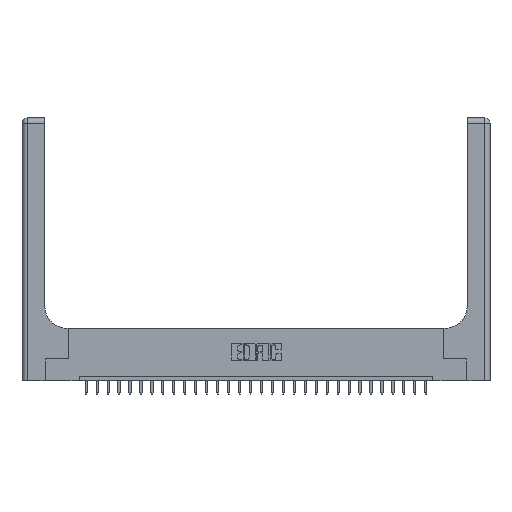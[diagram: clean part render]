
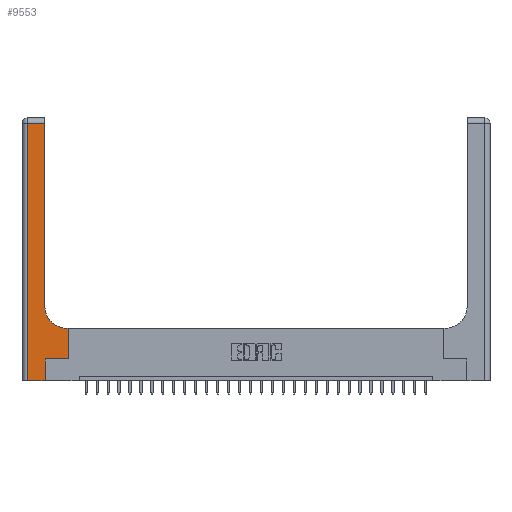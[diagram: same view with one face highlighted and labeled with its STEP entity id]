
A CAD part, top view. The second image highlights one B-rep face of the part: STEP entity #9553.
In plain terms, the highlighted planar face has unit normal (0, 0, 1).
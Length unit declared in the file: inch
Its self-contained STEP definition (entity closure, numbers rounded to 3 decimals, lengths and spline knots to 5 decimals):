
#210 = LINE ( 'NONE', #6010, #9143 ) ;
#225 = ORIENTED_EDGE ( 'NONE', *, *, #6953, .T. ) ;
#295 = CARTESIAN_POINT ( 'NONE',  ( 0.265, 0., 0.37 ) ) ;
#478 = CIRCLE ( 'NONE', #7630, 0.25 ) ;
#1223 = ORIENTED_EDGE ( 'NONE', *, *, #17220, .T. ) ;
#1488 = LINE ( 'NONE', #7195, #23890 ) ;
#1783 = VECTOR ( 'NONE', #23420, 39.37008 ) ;
#1869 = DIRECTION ( 'NONE',  ( 1., 0., 0. ) ) ;
#1875 = DIRECTION ( 'NONE',  ( 1., 0., 0. ) ) ;
#1919 = VECTOR ( 'NONE', #14822, 39.37008 ) ;
#2396 = PLANE ( 'NONE',  #22109 ) ;
#2435 = LINE ( 'NONE', #26170, #22273 ) ;
#2636 = CARTESIAN_POINT ( 'NONE',  ( 0., 2.94, 0.37 ) ) ;
#2995 = CARTESIAN_POINT ( 'NONE',  ( 0.26, 3., 0.37 ) ) ;
#3346 = CARTESIAN_POINT ( 'NONE',  ( 0.51, 0.6, 0.37 ) ) ;
#3929 = DIRECTION ( 'NONE',  ( 0., 0., -1. ) ) ;
#4527 = DIRECTION ( 'NONE',  ( 0., 1., 0. ) ) ;
#4646 = VERTEX_POINT ( 'NONE', #3346 ) ;
#5212 = VERTEX_POINT ( 'NONE', #10257 ) ;
#5773 = EDGE_CURVE ( 'NONE', #4646, #11126, #478, .T. ) ;
#6003 = ORIENTED_EDGE ( 'NONE', *, *, #12830, .T. ) ;
#6010 = CARTESIAN_POINT ( 'NONE',  ( 0.26, 0.6, 0.37 ) ) ;
#6348 = CARTESIAN_POINT ( 'NONE',  ( 0.26, 0.85, 0.37 ) ) ;
#6953 = EDGE_CURVE ( 'NONE', #23453, #11534, #17385, .T. ) ;
#6985 = ORIENTED_EDGE ( 'NONE', *, *, #20406, .T. ) ;
#7195 = CARTESIAN_POINT ( 'NONE',  ( 0.528, 0.25, 0.37 ) ) ;
#7275 = VECTOR ( 'NONE', #19186, 39.37008 ) ;
#7630 = AXIS2_PLACEMENT_3D ( 'NONE', #20353, #3929, #1869 ) ;
#7893 = DIRECTION ( 'NONE',  ( 0., 1., 0. ) ) ;
#8191 = CARTESIAN_POINT ( 'NONE',  ( 0.06, 0., 0.37 ) ) ;
#8782 = CARTESIAN_POINT ( 'NONE',  ( 0., 0., 0.37 ) ) ;
#9143 = VECTOR ( 'NONE', #18184, 39.37008 ) ;
#9250 = VERTEX_POINT ( 'NONE', #13133 ) ;
#9553 = ADVANCED_FACE ( 'NONE', ( #13622 ), #2396, .F. ) ;
#9938 = CARTESIAN_POINT ( 'NONE',  ( 0.528, 0.25, 0.37 ) ) ;
#10257 = CARTESIAN_POINT ( 'NONE',  ( 0.06, 2.94, 0.37 ) ) ;
#10745 = EDGE_CURVE ( 'NONE', #20987, #4646, #210, .T. ) ;
#11126 = VERTEX_POINT ( 'NONE', #6348 ) ;
#11534 = VERTEX_POINT ( 'NONE', #295 ) ;
#11620 = ORIENTED_EDGE ( 'NONE', *, *, #5773, .T. ) ;
#12687 = DIRECTION ( 'NONE',  ( 0., 0., -1. ) ) ;
#12830 = EDGE_CURVE ( 'NONE', #9250, #5212, #24888, .T. ) ;
#12932 = CARTESIAN_POINT ( 'NONE',  ( 0.265, 0., 0.37 ) ) ;
#13133 = CARTESIAN_POINT ( 'NONE',  ( 0.26, 2.94, 0.37 ) ) ;
#13622 = FACE_OUTER_BOUND ( 'NONE', #24550, .T. ) ;
#13812 = EDGE_CURVE ( 'NONE', #16766, #24648, #2435, .T. ) ;
#13955 = VECTOR ( 'NONE', #4527, 39.37008 ) ;
#14676 = CARTESIAN_POINT ( 'NONE',  ( 0.528, 0.6, 0.37 ) ) ;
#14822 = DIRECTION ( 'NONE',  ( 1., 0., 0. ) ) ;
#15430 = CARTESIAN_POINT ( 'NONE',  ( 0.06, 3., 0.37 ) ) ;
#15867 = CARTESIAN_POINT ( 'NONE',  ( 0.265, 0.25, 0.37 ) ) ;
#16442 = ORIENTED_EDGE ( 'NONE', *, *, #10745, .T. ) ;
#16766 = VERTEX_POINT ( 'NONE', #15867 ) ;
#17220 = EDGE_CURVE ( 'NONE', #11126, #9250, #19629, .T. ) ;
#17385 = LINE ( 'NONE', #8782, #1919 ) ;
#18184 = DIRECTION ( 'NONE',  ( -1., 0., 0. ) ) ;
#19186 = DIRECTION ( 'NONE',  ( -1., 0., 0. ) ) ;
#19299 = VECTOR ( 'NONE', #23658, 39.37008 ) ;
#19455 = LINE ( 'NONE', #12932, #13955 ) ;
#19629 = LINE ( 'NONE', #2995, #19299 ) ;
#20353 = CARTESIAN_POINT ( 'NONE',  ( 0.51, 0.85, 0.37 ) ) ;
#20370 = EDGE_CURVE ( 'NONE', #11534, #16766, #19455, .T. ) ;
#20406 = EDGE_CURVE ( 'NONE', #24648, #20987, #1488, .T. ) ;
#20645 = EDGE_CURVE ( 'NONE', #5212, #23453, #23865, .T. ) ;
#20866 = CARTESIAN_POINT ( 'NONE',  ( 0., 3., 0.37 ) ) ;
#20952 = ORIENTED_EDGE ( 'NONE', *, *, #13812, .T. ) ;
#20987 = VERTEX_POINT ( 'NONE', #14676 ) ;
#22109 = AXIS2_PLACEMENT_3D ( 'NONE', #20866, #12687, #24833 ) ;
#22170 = ORIENTED_EDGE ( 'NONE', *, *, #20645, .T. ) ;
#22273 = VECTOR ( 'NONE', #1875, 39.37008 ) ;
#23420 = DIRECTION ( 'NONE',  ( 0., -1., 0. ) ) ;
#23453 = VERTEX_POINT ( 'NONE', #8191 ) ;
#23658 = DIRECTION ( 'NONE',  ( 0., 1., 0. ) ) ;
#23865 = LINE ( 'NONE', #15430, #1783 ) ;
#23890 = VECTOR ( 'NONE', #7893, 39.37008 ) ;
#24550 = EDGE_LOOP ( 'NONE', ( #1223, #6003, #22170, #225, #25642, #20952, #6985, #16442, #11620 ) ) ;
#24648 = VERTEX_POINT ( 'NONE', #9938 ) ;
#24833 = DIRECTION ( 'NONE',  ( -1., 0., 0. ) ) ;
#24888 = LINE ( 'NONE', #2636, #7275 ) ;
#25642 = ORIENTED_EDGE ( 'NONE', *, *, #20370, .T. ) ;
#26170 = CARTESIAN_POINT ( 'NONE',  ( 0.265, 0.25, 0.37 ) ) ;
